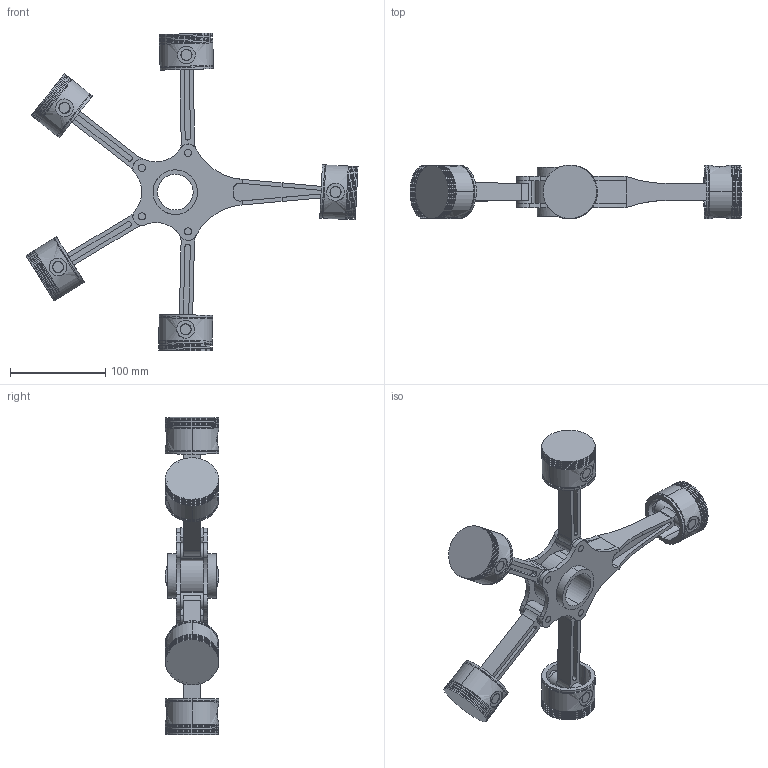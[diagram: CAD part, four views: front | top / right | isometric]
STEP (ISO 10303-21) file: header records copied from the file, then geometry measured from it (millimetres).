
FILE_DESCRIPTION(('FreeCAD Model'),'2;1');
FILE_NAME('Open CASCADE Shape Model','2025-04-26T20:49:15',('FreeCAD'),( 'FreeCAD'),'Open CASCADE STEP processor 7.6','FreeCAD','Unknown');
FILE_SCHEMA(('AUTOMOTIVE_DESIGN { 1 0 10303 214 1 1 1 1 }'));
Length unit declared in the file: millimetre
Products named in the file (1): Open CASCADE STEP translator 7.6 1
Bounding box: 347.93 x 55.99 x 332.95 mm (x, y, z)
Volume: 480527.8 mm3; surface area: 215505.1 mm2
Topology: 19 solids, 19 shells, 547 faces, 1237 edges, 822 vertices
Faces by surface type: bspline 547
Entity records: 18064 total; most frequent: CARTESIAN_POINT 10835, ORIENTED_EDGE 2474, EDGE_CURVE 1237, VERTEX_POINT 822, FACE_BOUND 697, EDGE_LOOP 697, ADVANCED_FACE 547, B_SPLINE_CURVE_WITH_KNOTS 523
